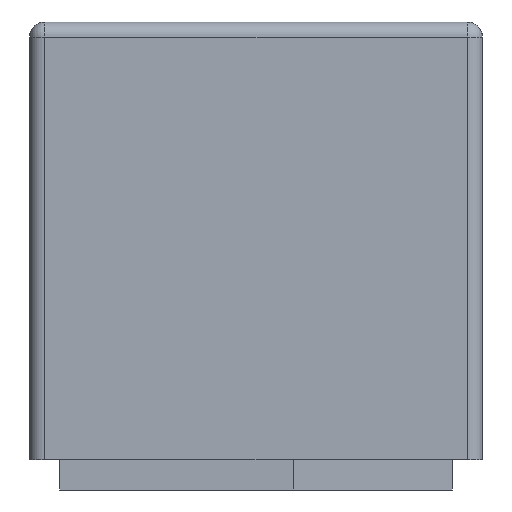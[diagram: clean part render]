
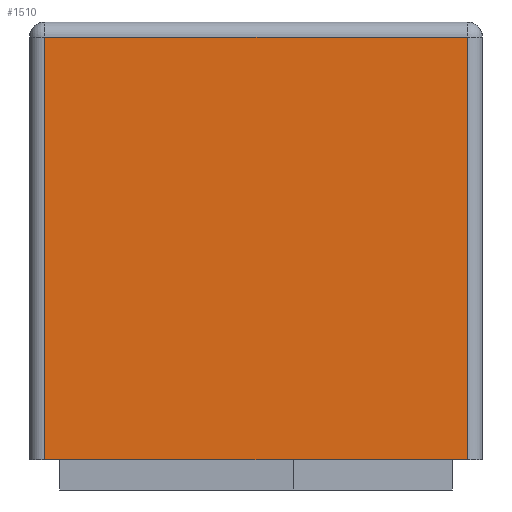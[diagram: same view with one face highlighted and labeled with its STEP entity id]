
A CAD part, left-side view. The second image highlights one B-rep face of the part: STEP entity #1510.
In plain terms, the highlighted planar face has unit normal (-1, 0, 0).
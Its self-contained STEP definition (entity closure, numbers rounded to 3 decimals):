
#46 = CARTESIAN_POINT ( 'NONE',  ( -0.3, 0.14, 0.28 ) ) ;
#290 = VECTOR ( 'NONE', #876, 1000. ) ;
#291 = CARTESIAN_POINT ( 'NONE',  ( -0.3, 0.14, 0. ) ) ;
#292 = LINE ( 'NONE', #3757, #1064 ) ;
#357 = LINE ( 'NONE', #3166, #2311 ) ;
#384 = EDGE_CURVE ( 'NONE', #4137, #2747, #938, .T. ) ;
#642 = EDGE_CURVE ( 'NONE', #2747, #2641, #3110, .T. ) ;
#876 = DIRECTION ( 'NONE',  ( 0., 1., 0. ) ) ;
#922 = DIRECTION ( 'NONE',  ( 0., 0., -1. ) ) ;
#938 = LINE ( 'NONE', #1140, #1209 ) ;
#1031 = VERTEX_POINT ( 'NONE', #291 ) ;
#1064 = VECTOR ( 'NONE', #4101, 1000. ) ;
#1140 = CARTESIAN_POINT ( 'NONE',  ( -0.3, -0.14, 0.29 ) ) ;
#1209 = VECTOR ( 'NONE', #3754, 1000. ) ;
#1236 = EDGE_CURVE ( 'NONE', #1031, #4137, #292, .T. ) ;
#1290 = PLANE ( 'NONE',  #2769 ) ;
#1408 = CARTESIAN_POINT ( 'NONE',  ( -0.3, -0.14, 0.28 ) ) ;
#1510 = ADVANCED_FACE ( 'NONE', ( #2016 ), #1290, .F. ) ;
#1688 = ORIENTED_EDGE ( 'NONE', *, *, #642, .T. ) ;
#1823 = EDGE_LOOP ( 'NONE', ( #2666, #2115, #1688, #2018 ) ) ;
#2016 = FACE_OUTER_BOUND ( 'NONE', #1823, .T. ) ;
#2018 = ORIENTED_EDGE ( 'NONE', *, *, #3940, .T. ) ;
#2115 = ORIENTED_EDGE ( 'NONE', *, *, #384, .T. ) ;
#2311 = VECTOR ( 'NONE', #3824, 1000. ) ;
#2641 = VERTEX_POINT ( 'NONE', #46 ) ;
#2666 = ORIENTED_EDGE ( 'NONE', *, *, #1236, .T. ) ;
#2747 = VERTEX_POINT ( 'NONE', #1408 ) ;
#2769 = AXIS2_PLACEMENT_3D ( 'NONE', #4212, #3573, #922 ) ;
#2828 = CARTESIAN_POINT ( 'NONE',  ( -0.3, 0.15, 0.28 ) ) ;
#3110 = LINE ( 'NONE', #2828, #290 ) ;
#3166 = CARTESIAN_POINT ( 'NONE',  ( -0.3, 0.14, 0.29 ) ) ;
#3513 = CARTESIAN_POINT ( 'NONE',  ( -0.3, -0.14, 0. ) ) ;
#3573 = DIRECTION ( 'NONE',  ( 1., 0., 0. ) ) ;
#3754 = DIRECTION ( 'NONE',  ( 0., 0., 1. ) ) ;
#3757 = CARTESIAN_POINT ( 'NONE',  ( -0.3, 0.15, 0. ) ) ;
#3824 = DIRECTION ( 'NONE',  ( 0., 0., -1. ) ) ;
#3940 = EDGE_CURVE ( 'NONE', #2641, #1031, #357, .T. ) ;
#4101 = DIRECTION ( 'NONE',  ( 0., -1., 0. ) ) ;
#4137 = VERTEX_POINT ( 'NONE', #3513 ) ;
#4212 = CARTESIAN_POINT ( 'NONE',  ( -0.3, 0.15, 0.29 ) ) ;
